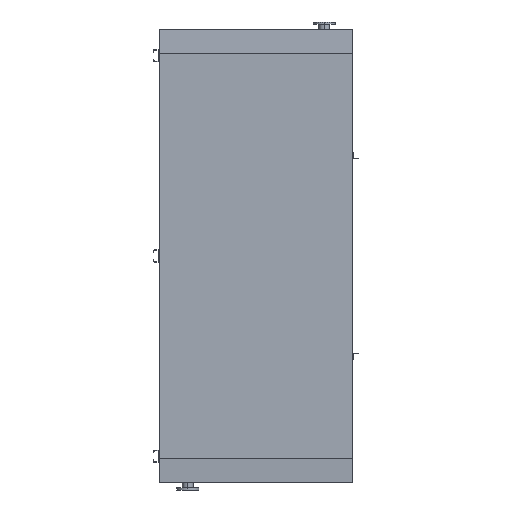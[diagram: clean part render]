
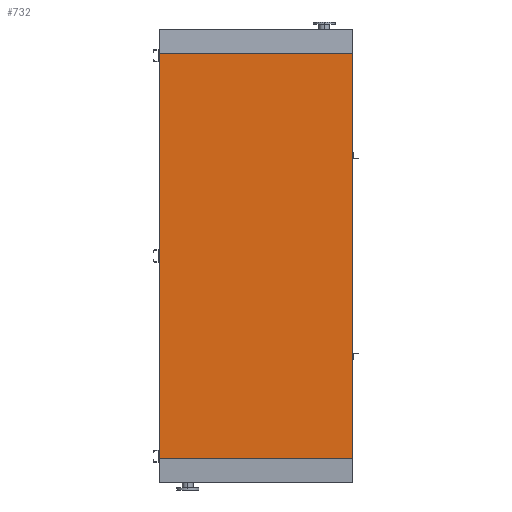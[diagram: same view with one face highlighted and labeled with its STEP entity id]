
A CAD part, front view. The second image highlights one B-rep face of the part: STEP entity #732.
In plain terms, the highlighted planar face has unit normal (0, -1, 0).
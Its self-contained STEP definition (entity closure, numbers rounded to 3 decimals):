
#108 = ORIENTED_EDGE ( 'NONE', *, *, #3497, .T. ) ;
#732 = ADVANCED_FACE ( 'NONE', ( #1029 ), #9829, .T. ) ;
#760 = VECTOR ( 'NONE', #9779, 1000. ) ;
#1029 = FACE_OUTER_BOUND ( 'NONE', #11662, .T. ) ;
#1227 = EDGE_CURVE ( 'NONE', #7451, #3717, #11461, .T. ) ;
#1582 = CARTESIAN_POINT ( 'NONE',  ( -965., 0., 0. ) ) ;
#2179 = DIRECTION ( 'NONE',  ( 0., -1., 0. ) ) ;
#2539 = LINE ( 'NONE', #9032, #7758 ) ;
#2705 = LINE ( 'NONE', #10203, #13891 ) ;
#3071 = LINE ( 'NONE', #14250, #760 ) ;
#3135 = CARTESIAN_POINT ( 'NONE',  ( -965., 0., -4050. ) ) ;
#3497 = EDGE_CURVE ( 'NONE', #7108, #6534, #3071, .T. ) ;
#3717 = VERTEX_POINT ( 'NONE', #8174 ) ;
#4341 = CARTESIAN_POINT ( 'NONE',  ( -965., 0., -4050. ) ) ;
#6006 = DIRECTION ( 'NONE',  ( 0., 0., 1. ) ) ;
#6142 = EDGE_CURVE ( 'NONE', #6534, #3717, #2705, .T. ) ;
#6534 = VERTEX_POINT ( 'NONE', #12718 ) ;
#6561 = DIRECTION ( 'NONE',  ( 0., 0., -1. ) ) ;
#7108 = VERTEX_POINT ( 'NONE', #3135 ) ;
#7186 = DIRECTION ( 'NONE',  ( 1., 0., 0. ) ) ;
#7443 = CARTESIAN_POINT ( 'NONE',  ( -965., 0., 0. ) ) ;
#7451 = VERTEX_POINT ( 'NONE', #7443 ) ;
#7758 = VECTOR ( 'NONE', #9246, 1000. ) ;
#8174 = CARTESIAN_POINT ( 'NONE',  ( 965., 0., 0. ) ) ;
#8671 = AXIS2_PLACEMENT_3D ( 'NONE', #4341, #2179, #6561 ) ;
#9032 = CARTESIAN_POINT ( 'NONE',  ( -965., 0., -4050. ) ) ;
#9246 = DIRECTION ( 'NONE',  ( 0., 0., 1. ) ) ;
#9723 = ORIENTED_EDGE ( 'NONE', *, *, #1227, .F. ) ;
#9779 = DIRECTION ( 'NONE',  ( 1., 0., 0. ) ) ;
#9829 = PLANE ( 'NONE',  #8671 ) ;
#10203 = CARTESIAN_POINT ( 'NONE',  ( 965., 0., -4050. ) ) ;
#11453 = VECTOR ( 'NONE', #7186, 1000. ) ;
#11461 = LINE ( 'NONE', #1582, #11453 ) ;
#11662 = EDGE_LOOP ( 'NONE', ( #9723, #13186, #108, #13109 ) ) ;
#11814 = EDGE_CURVE ( 'NONE', #7108, #7451, #2539, .T. ) ;
#12718 = CARTESIAN_POINT ( 'NONE',  ( 965., 0., -4050. ) ) ;
#13109 = ORIENTED_EDGE ( 'NONE', *, *, #6142, .T. ) ;
#13186 = ORIENTED_EDGE ( 'NONE', *, *, #11814, .F. ) ;
#13891 = VECTOR ( 'NONE', #6006, 1000. ) ;
#14250 = CARTESIAN_POINT ( 'NONE',  ( -965., 0., -4050. ) ) ;
